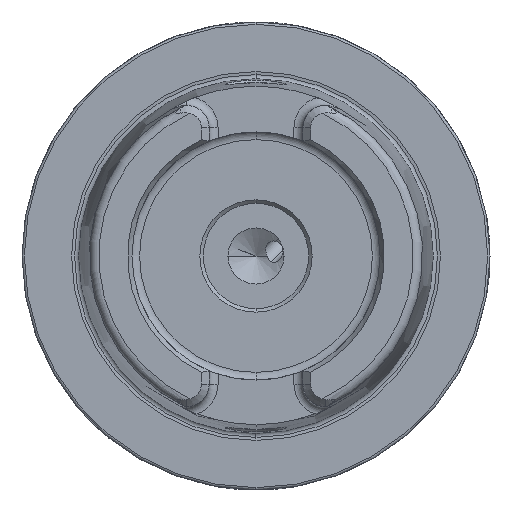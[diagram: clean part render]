
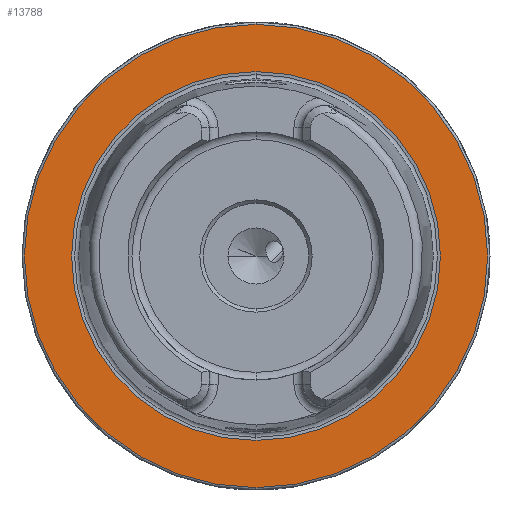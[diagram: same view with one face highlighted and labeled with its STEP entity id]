
A CAD part, left-side view. The second image highlights one B-rep face of the part: STEP entity #13788.
In plain terms, the highlighted planar face has unit normal (-1, 0, 0).
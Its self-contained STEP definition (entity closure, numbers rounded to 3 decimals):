
#856 = AXIS2_PLACEMENT_3D ( 'NONE', #2234, #2225, #2237 ) ;
#1734 = FACE_OUTER_BOUND ( 'NONE', #15194, .T. ) ;
#1741 = FACE_BOUND ( 'NONE', #15179, .T. ) ;
#2225 = DIRECTION ( 'NONE',  ( 1., 0., 0. ) ) ;
#2234 = CARTESIAN_POINT ( 'NONE',  ( 0., 49.5, 0. ) ) ;
#2235 = PLANE ( 'NONE',  #856 ) ;
#2237 = DIRECTION ( 'NONE',  ( 0., 0., -1. ) ) ;
#3991 = AXIS2_PLACEMENT_3D ( 'NONE', #8187, #8188, #8189 ) ;
#3994 = AXIS2_PLACEMENT_3D ( 'NONE', #8198, #8199, #8200 ) ;
#7024 = CIRCLE ( 'NONE', #3991, 49.5 ) ;
#7027 = CIRCLE ( 'NONE', #3994, 39.405 ) ;
#7341 = CIRCLE ( 'NONE', #9009, 39.405 ) ;
#7342 = CIRCLE ( 'NONE', #9010, 49.5 ) ;
#8187 = CARTESIAN_POINT ( 'NONE',  ( 0., 0., 0. ) ) ;
#8188 = DIRECTION ( 'NONE',  ( -1., 0., 0. ) ) ;
#8189 = DIRECTION ( 'NONE',  ( 0., 0., 1. ) ) ;
#8198 = CARTESIAN_POINT ( 'NONE',  ( 0., 0., 0. ) ) ;
#8199 = DIRECTION ( 'NONE',  ( -1., 0., 0. ) ) ;
#8200 = DIRECTION ( 'NONE',  ( 0., 0., 1. ) ) ;
#9009 = AXIS2_PLACEMENT_3D ( 'NONE', #10264, #10265, #10266 ) ;
#9010 = AXIS2_PLACEMENT_3D ( 'NONE', #10267, #10268, #10269 ) ;
#10264 = CARTESIAN_POINT ( 'NONE',  ( 0., 0., 0. ) ) ;
#10265 = DIRECTION ( 'NONE',  ( -1., 0., 0. ) ) ;
#10266 = DIRECTION ( 'NONE',  ( 0., 0., 1. ) ) ;
#10267 = CARTESIAN_POINT ( 'NONE',  ( 0., 0., 0. ) ) ;
#10268 = DIRECTION ( 'NONE',  ( -1., 0., 0. ) ) ;
#10269 = DIRECTION ( 'NONE',  ( 0., 0., 1. ) ) ;
#11402 = CARTESIAN_POINT ( 'NONE',  ( 0., 0., 49.5 ) ) ;
#11403 = CARTESIAN_POINT ( 'NONE',  ( 0., 0., -49.5 ) ) ;
#11407 = CARTESIAN_POINT ( 'NONE',  ( 0., 0., -39.405 ) ) ;
#11408 = CARTESIAN_POINT ( 'NONE',  ( 0., 0., 39.405 ) ) ;
#13425 = ORIENTED_EDGE ( 'NONE', *, *, #15997, .F. ) ;
#13427 = ORIENTED_EDGE ( 'NONE', *, *, #15685, .F. ) ;
#13429 = ORIENTED_EDGE ( 'NONE', *, *, #15681, .T. ) ;
#13431 = ORIENTED_EDGE ( 'NONE', *, *, #15998, .T. ) ;
#13788 = ADVANCED_FACE ( 'NONE', ( #1741, #1734 ), #2235, .F. ) ;
#15179 = EDGE_LOOP ( 'NONE', ( #13425, #13427 ) ) ;
#15194 = EDGE_LOOP ( 'NONE', ( #13429, #13431 ) ) ;
#15681 = EDGE_CURVE ( 'NONE', #17199, #17200, #7024, .T. ) ;
#15685 = EDGE_CURVE ( 'NONE', #17204, #17205, #7027, .T. ) ;
#15997 = EDGE_CURVE ( 'NONE', #17205, #17204, #7341, .T. ) ;
#15998 = EDGE_CURVE ( 'NONE', #17200, #17199, #7342, .T. ) ;
#17199 = VERTEX_POINT ( 'NONE', #11402 ) ;
#17200 = VERTEX_POINT ( 'NONE', #11403 ) ;
#17204 = VERTEX_POINT ( 'NONE', #11407 ) ;
#17205 = VERTEX_POINT ( 'NONE', #11408 ) ;
